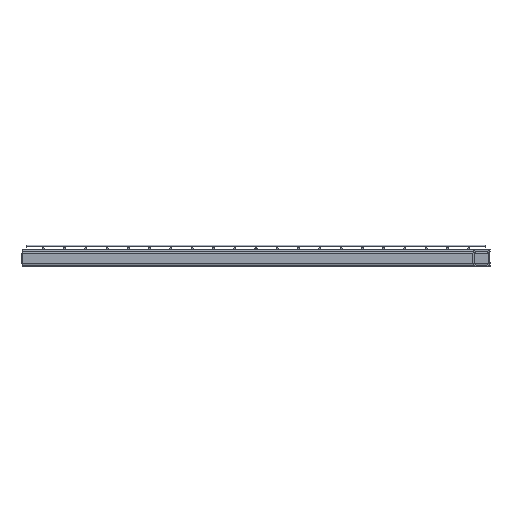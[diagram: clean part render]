
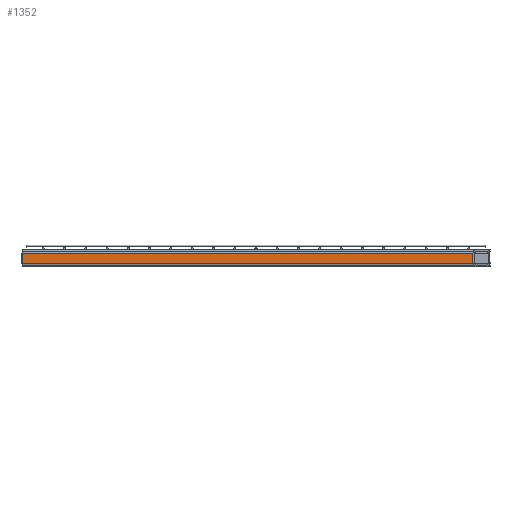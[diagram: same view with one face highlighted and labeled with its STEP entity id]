
A CAD part, left-side view. The second image highlights one B-rep face of the part: STEP entity #1352.
In plain terms, the highlighted planar face has unit normal (-1, 0, 0).
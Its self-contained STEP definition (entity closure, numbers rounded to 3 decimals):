
#939 = DIRECTION ( 'NONE',  ( 1., 0., 0. ) ) ;
#1196 = EDGE_CURVE ( 'NONE', #6374, #7143, #10131, .T. ) ;
#1352 = ADVANCED_FACE ( 'NONE', ( #5721 ), #7668, .F. ) ;
#1419 = LINE ( 'NONE', #11785, #12376 ) ;
#1699 = CARTESIAN_POINT ( 'NONE',  ( 0., 1100., 32. ) ) ;
#1930 = VERTEX_POINT ( 'NONE', #6494 ) ;
#2060 = ORIENTED_EDGE ( 'NONE', *, *, #11438, .F. ) ;
#2100 = DIRECTION ( 'NONE',  ( 0., -1., 0. ) ) ;
#2527 = ORIENTED_EDGE ( 'NONE', *, *, #1196, .T. ) ;
#2529 = CARTESIAN_POINT ( 'NONE',  ( 0., 1100., 8. ) ) ;
#2957 = CARTESIAN_POINT ( 'NONE',  ( 0., 1100., 8. ) ) ;
#2976 = LINE ( 'NONE', #6802, #8676 ) ;
#3299 = DIRECTION ( 'NONE',  ( 0., 0., -1. ) ) ;
#3360 = CARTESIAN_POINT ( 'NONE',  ( 0., 40., 32. ) ) ;
#3701 = EDGE_LOOP ( 'NONE', ( #2060, #10565, #7699, #2527 ) ) ;
#3858 = CARTESIAN_POINT ( 'NONE',  ( 0., 40., 8. ) ) ;
#4774 = VECTOR ( 'NONE', #3299, 1000. ) ;
#5297 = DIRECTION ( 'NONE',  ( 0., -1., 0. ) ) ;
#5486 = VERTEX_POINT ( 'NONE', #6002 ) ;
#5721 = FACE_OUTER_BOUND ( 'NONE', #3701, .T. ) ;
#6002 = CARTESIAN_POINT ( 'NONE',  ( 0., 40., 32. ) ) ;
#6374 = VERTEX_POINT ( 'NONE', #2957 ) ;
#6475 = DIRECTION ( 'NONE',  ( 0., 0., -1. ) ) ;
#6494 = CARTESIAN_POINT ( 'NONE',  ( 0., 1100., 32. ) ) ;
#6802 = CARTESIAN_POINT ( 'NONE',  ( 0., 1100., 32. ) ) ;
#7143 = VERTEX_POINT ( 'NONE', #3858 ) ;
#7295 = EDGE_CURVE ( 'NONE', #1930, #5486, #2976, .T. ) ;
#7668 = PLANE ( 'NONE',  #10758 ) ;
#7699 = ORIENTED_EDGE ( 'NONE', *, *, #10237, .F. ) ;
#8525 = VECTOR ( 'NONE', #5297, 1000. ) ;
#8676 = VECTOR ( 'NONE', #2100, 1000. ) ;
#9046 = LINE ( 'NONE', #3360, #4774 ) ;
#10131 = LINE ( 'NONE', #2529, #8525 ) ;
#10237 = EDGE_CURVE ( 'NONE', #6374, #1930, #1419, .T. ) ;
#10565 = ORIENTED_EDGE ( 'NONE', *, *, #7295, .F. ) ;
#10758 = AXIS2_PLACEMENT_3D ( 'NONE', #1699, #939, #6475 ) ;
#11036 = DIRECTION ( 'NONE',  ( 0., 0., 1. ) ) ;
#11438 = EDGE_CURVE ( 'NONE', #5486, #7143, #9046, .T. ) ;
#11785 = CARTESIAN_POINT ( 'NONE',  ( 0., 1100., 32. ) ) ;
#12376 = VECTOR ( 'NONE', #11036, 1000. ) ;
